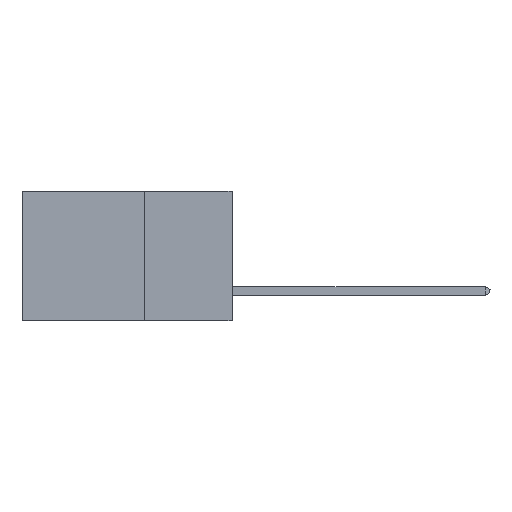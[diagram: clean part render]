
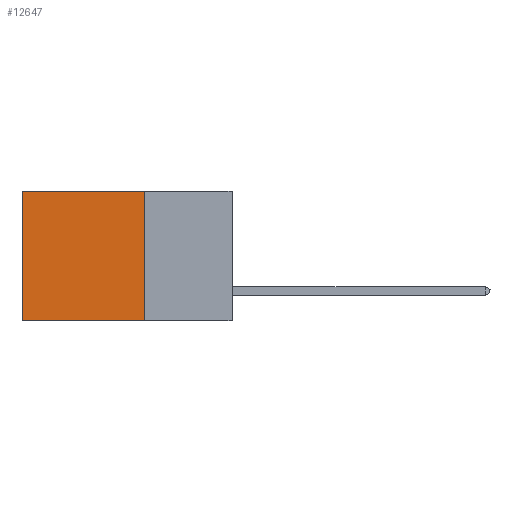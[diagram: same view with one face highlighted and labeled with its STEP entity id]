
A CAD part, left-side view. The second image highlights one B-rep face of the part: STEP entity #12647.
In plain terms, the highlighted planar face has unit normal (-1, 0, 0).
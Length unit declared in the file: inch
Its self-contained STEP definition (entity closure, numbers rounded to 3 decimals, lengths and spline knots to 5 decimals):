
#1264 = VERTEX_POINT ( 'NONE', #22367 ) ;
#1480 = ORIENTED_EDGE ( 'NONE', *, *, #3246, .F. ) ;
#2374 = EDGE_CURVE ( 'NONE', #17229, #24027, #12188, .T. ) ;
#2392 = VECTOR ( 'NONE', #9000, 39.37008 ) ;
#2965 = LINE ( 'NONE', #27909, #22651 ) ;
#3246 = EDGE_CURVE ( 'NONE', #24969, #17229, #2965, .T. ) ;
#5501 = FACE_OUTER_BOUND ( 'NONE', #6392, .T. ) ;
#5957 = ORIENTED_EDGE ( 'NONE', *, *, #6768, .T. ) ;
#6392 = EDGE_LOOP ( 'NONE', ( #28873, #6863, #1480, #5957 ) ) ;
#6768 = EDGE_CURVE ( 'NONE', #24969, #1264, #23194, .T. ) ;
#6863 = ORIENTED_EDGE ( 'NONE', *, *, #2374, .F. ) ;
#7921 = VECTOR ( 'NONE', #8338, 39.37008 ) ;
#8008 = CARTESIAN_POINT ( 'NONE',  ( 0.2875, 0.25, -0.37 ) ) ;
#8013 = DIRECTION ( 'NONE',  ( 0., 1., 0. ) ) ;
#8338 = DIRECTION ( 'NONE',  ( 0., 1., 0. ) ) ;
#8639 = LINE ( 'NONE', #13700, #2392 ) ;
#9000 = DIRECTION ( 'NONE',  ( 0., 0., -1. ) ) ;
#12188 = LINE ( 'NONE', #26958, #30045 ) ;
#12387 = CARTESIAN_POINT ( 'NONE',  ( 0.2875, 0.6, -0.37 ) ) ;
#12647 = ADVANCED_FACE ( 'NONE', ( #5501 ), #20314, .F. ) ;
#13700 = CARTESIAN_POINT ( 'NONE',  ( 0.2875, 0.6, 0. ) ) ;
#13964 = DIRECTION ( 'NONE',  ( 0., 0., -1. ) ) ;
#15632 = DIRECTION ( 'NONE',  ( 1., 0., 0. ) ) ;
#16284 = CARTESIAN_POINT ( 'NONE',  ( 0.2875, 0.25, 0. ) ) ;
#17229 = VERTEX_POINT ( 'NONE', #8008 ) ;
#19617 = CARTESIAN_POINT ( 'NONE',  ( 0.2875, 0.25, 0. ) ) ;
#20203 = AXIS2_PLACEMENT_3D ( 'NONE', #22423, #15632, #27430 ) ;
#20314 = PLANE ( 'NONE',  #20203 ) ;
#22367 = CARTESIAN_POINT ( 'NONE',  ( 0.2875, 0.6, 0. ) ) ;
#22423 = CARTESIAN_POINT ( 'NONE',  ( 0.2875, 0.25, 0. ) ) ;
#22651 = VECTOR ( 'NONE', #13964, 39.37008 ) ;
#23194 = LINE ( 'NONE', #16284, #7921 ) ;
#24027 = VERTEX_POINT ( 'NONE', #12387 ) ;
#24969 = VERTEX_POINT ( 'NONE', #19617 ) ;
#25552 = EDGE_CURVE ( 'NONE', #1264, #24027, #8639, .T. ) ;
#26958 = CARTESIAN_POINT ( 'NONE',  ( 0.2875, 0.25, -0.37 ) ) ;
#27430 = DIRECTION ( 'NONE',  ( 0., 0., -1. ) ) ;
#27909 = CARTESIAN_POINT ( 'NONE',  ( 0.2875, 0.25, 0. ) ) ;
#28873 = ORIENTED_EDGE ( 'NONE', *, *, #25552, .T. ) ;
#30045 = VECTOR ( 'NONE', #8013, 39.37008 ) ;
